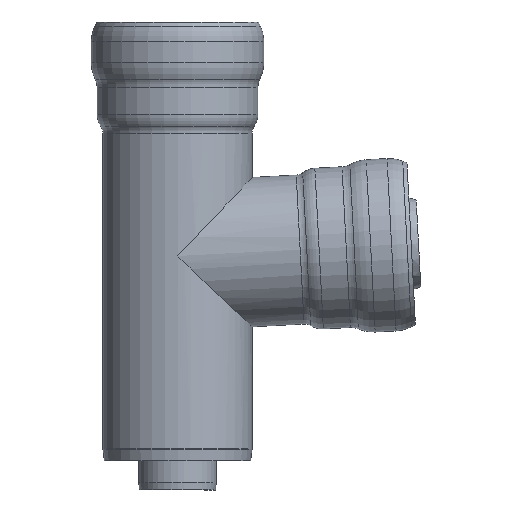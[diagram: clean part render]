
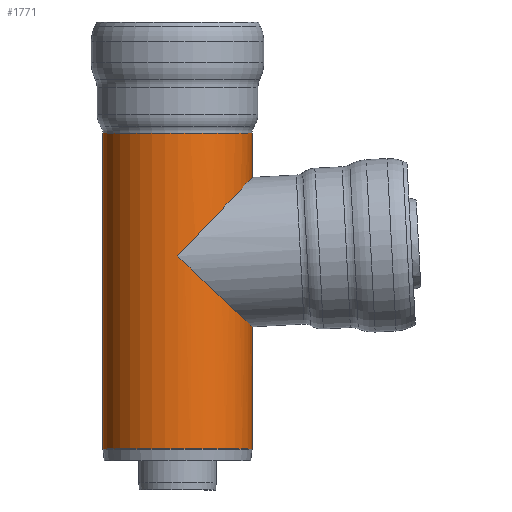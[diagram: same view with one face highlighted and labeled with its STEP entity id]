
A CAD part, left-side view. The second image highlights one B-rep face of the part: STEP entity #1771.
In plain terms, the highlighted cylindrical face has radius 510 mm (diameter 1020 mm), a full revolution.
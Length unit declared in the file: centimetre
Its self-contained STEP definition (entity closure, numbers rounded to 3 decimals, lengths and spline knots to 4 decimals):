
#42=ELLIPSE('',#1927,74.0897,51.);
#43=ELLIPSE('',#1928,70.3085,51.);
#109=CYLINDRICAL_SURFACE('',#1924,51.);
#139=LINE('',#2891,#240);
#140=LINE('',#2893,#241);
#240=VECTOR('',#2269,51.);
#241=VECTOR('',#2270,51.);
#362=FACE_OUTER_BOUND('',#472,.T.);
#472=EDGE_LOOP('',(#1255,#1256,#1257,#1258,#1259,#1260,#1261,#1262,#1263));
#594=CIRCLE('',#1921,51.);
#596=CIRCLE('',#1925,51.);
#597=CIRCLE('',#1926,51.);
#746=VERTEX_POINT('',#2882);
#748=VERTEX_POINT('',#2890);
#749=VERTEX_POINT('',#2892);
#750=VERTEX_POINT('',#2894);
#751=VERTEX_POINT('',#2897);
#936=EDGE_CURVE('',#746,#746,#594,.T.);
#939=EDGE_CURVE('',#746,#748,#139,.T.);
#940=EDGE_CURVE('',#748,#749,#140,.T.);
#941=EDGE_CURVE('',#750,#749,#596,.T.);
#942=EDGE_CURVE('',#749,#750,#597,.T.);
#943=EDGE_CURVE('',#748,#751,#42,.T.);
#944=EDGE_CURVE('',#751,#748,#43,.T.);
#1255=ORIENTED_EDGE('',*,*,#936,.F.);
#1256=ORIENTED_EDGE('',*,*,#939,.T.);
#1257=ORIENTED_EDGE('',*,*,#940,.T.);
#1258=ORIENTED_EDGE('',*,*,#941,.F.);
#1259=ORIENTED_EDGE('',*,*,#942,.F.);
#1260=ORIENTED_EDGE('',*,*,#940,.F.);
#1261=ORIENTED_EDGE('',*,*,#943,.T.);
#1262=ORIENTED_EDGE('',*,*,#944,.T.);
#1263=ORIENTED_EDGE('',*,*,#939,.F.);
#1771=ADVANCED_FACE('',(#362),#109,.T.);
#1921=AXIS2_PLACEMENT_3D('',#2884,#2260,#2261);
#1924=AXIS2_PLACEMENT_3D('',#2889,#2267,#2268);
#1925=AXIS2_PLACEMENT_3D('',#2895,#2271,#2272);
#1926=AXIS2_PLACEMENT_3D('',#2896,#2273,#2274);
#1927=AXIS2_PLACEMENT_3D('',#2898,#2275,#2276);
#1928=AXIS2_PLACEMENT_3D('',#2899,#2277,#2278);
#2260=DIRECTION('center_axis',(0.,0.,
-1.));
#2261=DIRECTION('ref_axis',(1.,0.,0.));
#2267=DIRECTION('center_axis',(0.,0.,
-1.));
#2268=DIRECTION('ref_axis',(1.,0.,0.));
#2269=DIRECTION('',(0.,0.,1.));
#2270=DIRECTION('',(0.,0.,1.));
#2271=DIRECTION('center_axis',(0.,0.,
1.));
#2272=DIRECTION('ref_axis',(1.,0.,0.));
#2273=DIRECTION('center_axis',(0.,0.,
1.));
#2274=DIRECTION('ref_axis',(1.,0.,0.));
#2275=DIRECTION('center_axis',(0.,0.725,0.688));
#2276=DIRECTION('ref_axis',(0.,-0.688,0.725));
#2277=DIRECTION('center_axis',(0.,0.688,
-0.725));
#2278=DIRECTION('ref_axis',(0.,-0.725,-0.688));
#2882=CARTESIAN_POINT('',(-51.,0.,28.0623));
#2884=CARTESIAN_POINT('Origin',(0.,0.,
28.0623));
#2889=CARTESIAN_POINT('Origin',(0.,0.,
243.966));
#2890=CARTESIAN_POINT('',(-51.,0.,160.));
#2891=CARTESIAN_POINT('',(-51.,0.,243.966));
#2892=CARTESIAN_POINT('',(-51.,0.,243.966));
#2893=CARTESIAN_POINT('',(-51.,0.,243.966));
#2894=CARTESIAN_POINT('',(0.,51.,243.966));
#2895=CARTESIAN_POINT('Origin',(0.,0.,
243.966));
#2896=CARTESIAN_POINT('Origin',(0.,0.,
243.966));
#2897=CARTESIAN_POINT('',(51.,0.,160.));
#2898=CARTESIAN_POINT('Origin',(0.,0.,
160.));
#2899=CARTESIAN_POINT('Origin',(0.,0.,
160.));
